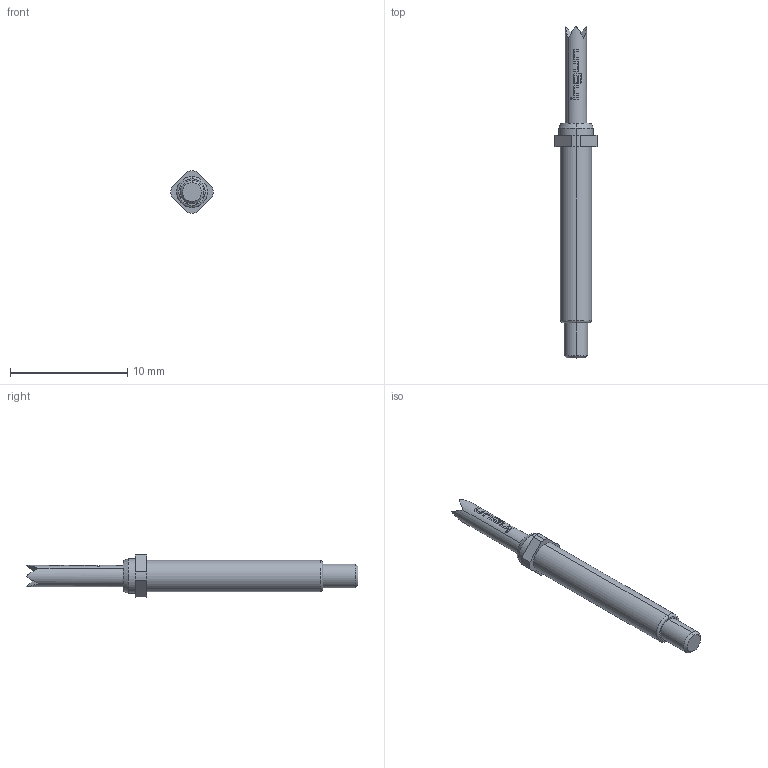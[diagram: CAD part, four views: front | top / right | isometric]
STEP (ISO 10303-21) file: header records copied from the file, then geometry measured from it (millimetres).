
FILE_DESCRIPTION (( 'STEP AP203' ), '1' );
FILE_NAME ('INGUN_GKS-113_204_180_A_xx02_M.STEP', '2022-01-24T09:30:00', ( 'ochi' ), ( '' ), 'SwSTEP 2.0', 'SolidWorks 2018', '' );
FILE_SCHEMA (( 'CONFIG_CONTROL_DESIGN' ));
Length unit declared in the file: millimetre
Products named in the file (1): INGUN_GKS-113_204_180_A_xx02_M
Bounding box: 3.59 x 28.3 x 3.6 mm (x, y, z)
Volume: 126.5 mm3; surface area: 224.7 mm2
Topology: 1 solids, 1 shells, 104 faces, 263 edges, 171 vertices
Faces by surface type: plane 49, bspline 30, cylinder 19, cone 4, torus 2
Entity records: 4158 total; most frequent: CARTESIAN_POINT 2031, ORIENTED_EDGE 526, EDGE_CURVE 263, DIRECTION 251, B_SPLINE_CURVE_WITH_KNOTS 186, VERTEX_POINT 171, EDGE_LOOP 114, AXIS2_PLACEMENT_3D 107
